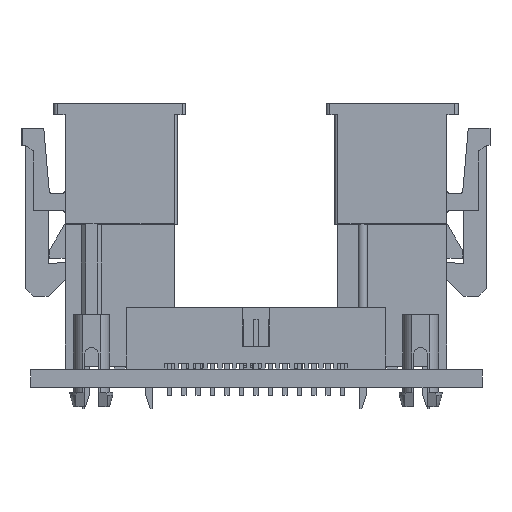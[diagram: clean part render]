
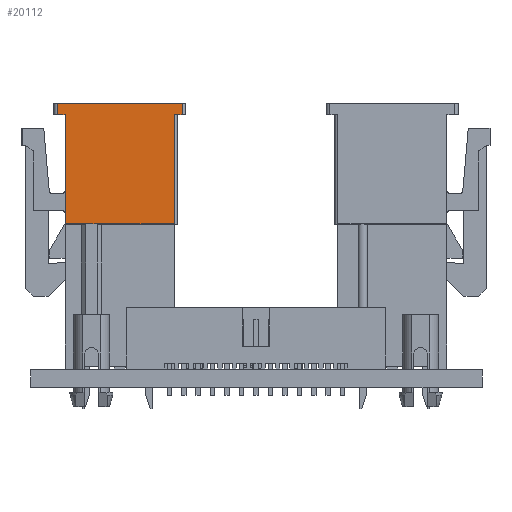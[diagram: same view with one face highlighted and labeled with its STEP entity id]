
A CAD part, left-side view. The second image highlights one B-rep face of the part: STEP entity #20112.
In plain terms, the highlighted face is planar.
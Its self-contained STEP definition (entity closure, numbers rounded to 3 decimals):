
#14761 = PLANE('',#14762);
#14762 = AXIS2_PLACEMENT_3D('',#14763,#14764,#14765);
#14763 = CARTESIAN_POINT('',(-4.8,4.8,-10.7));
#14764 = DIRECTION('',(0.,1.,0.));
#14765 = DIRECTION('',(0.,-0.,1.));
#14789 = PLANE('',#14790);
#14790 = AXIS2_PLACEMENT_3D('',#14791,#14792,#14793);
#14791 = CARTESIAN_POINT('',(-4.8,4.8,0.));
#14792 = DIRECTION('',(0.,0.,1.));
#14793 = DIRECTION('',(0.,-1.,0.));
#14845 = PLANE('',#14846);
#14846 = AXIS2_PLACEMENT_3D('',#14847,#14848,#14849);
#14847 = CARTESIAN_POINT('',(-4.8,-4.8,-9.7));
#14848 = DIRECTION('',(0.,0.,1.));
#14849 = DIRECTION('',(0.,-1.,0.));
#14899 = PLANE('',#14900);
#14900 = AXIS2_PLACEMENT_3D('',#14901,#14902,#14903);
#14901 = CARTESIAN_POINT('',(-4.8,-5.8,-10.7));
#14902 = DIRECTION('',(0.,0.,-1.));
#14903 = DIRECTION('',(0.,1.,0.));
#15123 = VERTEX_POINT('',#15124);
#15124 = CARTESIAN_POINT('',(4.8,5.5,-10.7));
#15139 = CYLINDRICAL_SURFACE('',#15140,0.3);
#15140 = AXIS2_PLACEMENT_3D('',#15141,#15142,#15143);
#15141 = CARTESIAN_POINT('',(4.5,5.5,-9.684));
#15142 = DIRECTION('',(0.,0.,-1.));
#15143 = DIRECTION('',(0.,1.,0.));
#15151 = EDGE_CURVE('',#15123,#15152,#15154,.T.);
#15152 = VERTEX_POINT('',#15153);
#15153 = CARTESIAN_POINT('',(4.8,-5.5,-10.7));
#15154 = SURFACE_CURVE('',#15155,(#15159,#15166),.PCURVE_S1.);
#15155 = LINE('',#15156,#15157);
#15156 = CARTESIAN_POINT('',(4.8,5.5,-10.7));
#15157 = VECTOR('',#15158,1.);
#15158 = DIRECTION('',(0.,-1.,0.));
#15159 = PCURVE('',#14899,#15160);
#15160 = DEFINITIONAL_REPRESENTATION('',(#15161),#15165);
#15161 = LINE('',#15162,#15163);
#15162 = CARTESIAN_POINT('',(11.3,9.6));
#15163 = VECTOR('',#15164,1.);
#15164 = DIRECTION('',(-1.,0.));
#15165 = ( GEOMETRIC_REPRESENTATION_CONTEXT(2) 
PARAMETRIC_REPRESENTATION_CONTEXT() REPRESENTATION_CONTEXT('2D SPACE',''
  ) );
#15166 = PCURVE('',#15167,#15172);
#15167 = PLANE('',#15168);
#15168 = AXIS2_PLACEMENT_3D('',#15169,#15170,#15171);
#15169 = CARTESIAN_POINT('',(4.8,0.,0.));
#15170 = DIRECTION('',(1.,0.,0.));
#15171 = DIRECTION('',(0.,0.,-1.));
#15172 = DEFINITIONAL_REPRESENTATION('',(#15173),#15177);
#15173 = LINE('',#15174,#15175);
#15174 = CARTESIAN_POINT('',(10.7,5.5));
#15175 = VECTOR('',#15176,1.);
#15176 = DIRECTION('',(0.,-1.));
#15177 = ( GEOMETRIC_REPRESENTATION_CONTEXT(2) 
PARAMETRIC_REPRESENTATION_CONTEXT() REPRESENTATION_CONTEXT('2D SPACE',''
  ) );
#15196 = CYLINDRICAL_SURFACE('',#15197,0.3);
#15197 = AXIS2_PLACEMENT_3D('',#15198,#15199,#15200);
#15198 = CARTESIAN_POINT('',(4.5,-5.5,-9.685));
#15199 = DIRECTION('',(0.,0.,-1.));
#15200 = DIRECTION('',(1.,0.,0.));
#18840 = EDGE_CURVE('',#18841,#18843,#18845,.T.);
#18841 = VERTEX_POINT('',#18842);
#18842 = CARTESIAN_POINT('',(4.8,4.8,0.));
#18843 = VERTEX_POINT('',#18844);
#18844 = CARTESIAN_POINT('',(4.8,-4.8,0.));
#18845 = SURFACE_CURVE('',#18846,(#18850,#18857),.PCURVE_S1.);
#18846 = LINE('',#18847,#18848);
#18847 = CARTESIAN_POINT('',(4.8,4.8,0.));
#18848 = VECTOR('',#18849,1.);
#18849 = DIRECTION('',(0.,-1.,0.));
#18850 = PCURVE('',#14789,#18851);
#18851 = DEFINITIONAL_REPRESENTATION('',(#18852),#18856);
#18852 = LINE('',#18853,#18854);
#18853 = CARTESIAN_POINT('',(0.,9.6));
#18854 = VECTOR('',#18855,1.);
#18855 = DIRECTION('',(1.,0.));
#18856 = ( GEOMETRIC_REPRESENTATION_CONTEXT(2) 
PARAMETRIC_REPRESENTATION_CONTEXT() REPRESENTATION_CONTEXT('2D SPACE',''
  ) );
#18857 = PCURVE('',#15167,#18858);
#18858 = DEFINITIONAL_REPRESENTATION('',(#18859),#18863);
#18859 = LINE('',#18860,#18861);
#18860 = CARTESIAN_POINT('',(0.,4.8));
#18861 = VECTOR('',#18862,1.);
#18862 = DIRECTION('',(0.,-1.));
#18863 = ( GEOMETRIC_REPRESENTATION_CONTEXT(2) 
PARAMETRIC_REPRESENTATION_CONTEXT() REPRESENTATION_CONTEXT('2D SPACE',''
  ) );
#19079 = PLANE('',#19080);
#19080 = AXIS2_PLACEMENT_3D('',#19081,#19082,#19083);
#19081 = CARTESIAN_POINT('',(-4.8,-4.8,0.));
#19082 = DIRECTION('',(0.,-1.,0.));
#19083 = DIRECTION('',(0.,0.,-1.));
#19782 = VERTEX_POINT('',#19783);
#19783 = CARTESIAN_POINT('',(4.8,-4.8,-9.7));
#19804 = EDGE_CURVE('',#18843,#19782,#19805,.T.);
#19805 = SURFACE_CURVE('',#19806,(#19810,#19817),.PCURVE_S1.);
#19806 = LINE('',#19807,#19808);
#19807 = CARTESIAN_POINT('',(4.8,-4.8,0.));
#19808 = VECTOR('',#19809,1.);
#19809 = DIRECTION('',(0.,0.,-1.));
#19810 = PCURVE('',#19079,#19811);
#19811 = DEFINITIONAL_REPRESENTATION('',(#19812),#19816);
#19812 = LINE('',#19813,#19814);
#19813 = CARTESIAN_POINT('',(0.,9.6));
#19814 = VECTOR('',#19815,1.);
#19815 = DIRECTION('',(1.,0.));
#19816 = ( GEOMETRIC_REPRESENTATION_CONTEXT(2) 
PARAMETRIC_REPRESENTATION_CONTEXT() REPRESENTATION_CONTEXT('2D SPACE',''
  ) );
#19817 = PCURVE('',#15167,#19818);
#19818 = DEFINITIONAL_REPRESENTATION('',(#19819),#19823);
#19819 = LINE('',#19820,#19821);
#19820 = CARTESIAN_POINT('',(0.,-4.8));
#19821 = VECTOR('',#19822,1.);
#19822 = DIRECTION('',(1.,0.));
#19823 = ( GEOMETRIC_REPRESENTATION_CONTEXT(2) 
PARAMETRIC_REPRESENTATION_CONTEXT() REPRESENTATION_CONTEXT('2D SPACE',''
  ) );
#19908 = VERTEX_POINT('',#19909);
#19909 = CARTESIAN_POINT('',(4.8,-5.5,-9.7));
#19931 = EDGE_CURVE('',#19782,#19908,#19932,.T.);
#19932 = SURFACE_CURVE('',#19933,(#19937,#19944),.PCURVE_S1.);
#19933 = LINE('',#19934,#19935);
#19934 = CARTESIAN_POINT('',(4.8,-4.8,-9.7));
#19935 = VECTOR('',#19936,1.);
#19936 = DIRECTION('',(0.,-1.,0.));
#19937 = PCURVE('',#14845,#19938);
#19938 = DEFINITIONAL_REPRESENTATION('',(#19939),#19943);
#19939 = LINE('',#19940,#19941);
#19940 = CARTESIAN_POINT('',(0.,9.6));
#19941 = VECTOR('',#19942,1.);
#19942 = DIRECTION('',(1.,0.));
#19943 = ( GEOMETRIC_REPRESENTATION_CONTEXT(2) 
PARAMETRIC_REPRESENTATION_CONTEXT() REPRESENTATION_CONTEXT('2D SPACE',''
  ) );
#19944 = PCURVE('',#15167,#19945);
#19945 = DEFINITIONAL_REPRESENTATION('',(#19946),#19950);
#19946 = LINE('',#19947,#19948);
#19947 = CARTESIAN_POINT('',(9.7,-4.8));
#19948 = VECTOR('',#19949,1.);
#19949 = DIRECTION('',(0.,-1.));
#19950 = ( GEOMETRIC_REPRESENTATION_CONTEXT(2) 
PARAMETRIC_REPRESENTATION_CONTEXT() REPRESENTATION_CONTEXT('2D SPACE',''
  ) );
#20089 = EDGE_CURVE('',#19908,#15152,#20090,.T.);
#20090 = SURFACE_CURVE('',#20091,(#20095,#20102),.PCURVE_S1.);
#20091 = LINE('',#20092,#20093);
#20092 = CARTESIAN_POINT('',(4.8,-5.5,-9.7));
#20093 = VECTOR('',#20094,1.);
#20094 = DIRECTION('',(0.,0.,-1.));
#20095 = PCURVE('',#15196,#20096);
#20096 = DEFINITIONAL_REPRESENTATION('',(#20097),#20101);
#20097 = LINE('',#20098,#20099);
#20098 = CARTESIAN_POINT('',(0.,0.015));
#20099 = VECTOR('',#20100,1.);
#20100 = DIRECTION('',(0.,1.));
#20101 = ( GEOMETRIC_REPRESENTATION_CONTEXT(2) 
PARAMETRIC_REPRESENTATION_CONTEXT() REPRESENTATION_CONTEXT('2D SPACE',''
  ) );
#20102 = PCURVE('',#15167,#20103);
#20103 = DEFINITIONAL_REPRESENTATION('',(#20104),#20108);
#20104 = LINE('',#20105,#20106);
#20105 = CARTESIAN_POINT('',(9.7,-5.5));
#20106 = VECTOR('',#20107,1.);
#20107 = DIRECTION('',(1.,0.));
#20108 = ( GEOMETRIC_REPRESENTATION_CONTEXT(2) 
PARAMETRIC_REPRESENTATION_CONTEXT() REPRESENTATION_CONTEXT('2D SPACE',''
  ) );
#20112 = ADVANCED_FACE('',(#20113),#15167,.T.);
#20113 = FACE_BOUND('',#20114,.T.);
#20114 = EDGE_LOOP('',(#20115,#20145,#20166,#20167,#20168,#20169,#20170,
    #20171));
#20115 = ORIENTED_EDGE('',*,*,#20116,.F.);
#20116 = EDGE_CURVE('',#20117,#20119,#20121,.T.);
#20117 = VERTEX_POINT('',#20118);
#20118 = CARTESIAN_POINT('',(4.8,4.8,-9.7));
#20119 = VERTEX_POINT('',#20120);
#20120 = CARTESIAN_POINT('',(4.8,5.5,-9.7));
#20121 = SURFACE_CURVE('',#20122,(#20126,#20133),.PCURVE_S1.);
#20122 = LINE('',#20123,#20124);
#20123 = CARTESIAN_POINT('',(4.8,4.8,-9.7));
#20124 = VECTOR('',#20125,1.);
#20125 = DIRECTION('',(0.,1.,0.));
#20126 = PCURVE('',#15167,#20127);
#20127 = DEFINITIONAL_REPRESENTATION('',(#20128),#20132);
#20128 = LINE('',#20129,#20130);
#20129 = CARTESIAN_POINT('',(9.7,4.8));
#20130 = VECTOR('',#20131,1.);
#20131 = DIRECTION('',(0.,1.));
#20132 = ( GEOMETRIC_REPRESENTATION_CONTEXT(2) 
PARAMETRIC_REPRESENTATION_CONTEXT() REPRESENTATION_CONTEXT('2D SPACE',''
  ) );
#20133 = PCURVE('',#20134,#20139);
#20134 = PLANE('',#20135);
#20135 = AXIS2_PLACEMENT_3D('',#20136,#20137,#20138);
#20136 = CARTESIAN_POINT('',(-4.8,-4.8,-9.7));
#20137 = DIRECTION('',(0.,0.,1.));
#20138 = DIRECTION('',(0.,-1.,0.));
#20139 = DEFINITIONAL_REPRESENTATION('',(#20140),#20144);
#20140 = LINE('',#20141,#20142);
#20141 = CARTESIAN_POINT('',(-9.6,9.6));
#20142 = VECTOR('',#20143,1.);
#20143 = DIRECTION('',(-1.,0.));
#20144 = ( GEOMETRIC_REPRESENTATION_CONTEXT(2) 
PARAMETRIC_REPRESENTATION_CONTEXT() REPRESENTATION_CONTEXT('2D SPACE',''
  ) );
#20145 = ORIENTED_EDGE('',*,*,#20146,.T.);
#20146 = EDGE_CURVE('',#20117,#18841,#20147,.T.);
#20147 = SURFACE_CURVE('',#20148,(#20152,#20159),.PCURVE_S1.);
#20148 = LINE('',#20149,#20150);
#20149 = CARTESIAN_POINT('',(4.8,4.8,-9.7));
#20150 = VECTOR('',#20151,1.);
#20151 = DIRECTION('',(0.,0.,1.));
#20152 = PCURVE('',#15167,#20153);
#20153 = DEFINITIONAL_REPRESENTATION('',(#20154),#20158);
#20154 = LINE('',#20155,#20156);
#20155 = CARTESIAN_POINT('',(9.7,4.8));
#20156 = VECTOR('',#20157,1.);
#20157 = DIRECTION('',(-1.,0.));
#20158 = ( GEOMETRIC_REPRESENTATION_CONTEXT(2) 
PARAMETRIC_REPRESENTATION_CONTEXT() REPRESENTATION_CONTEXT('2D SPACE',''
  ) );
#20159 = PCURVE('',#14761,#20160);
#20160 = DEFINITIONAL_REPRESENTATION('',(#20161),#20165);
#20161 = LINE('',#20162,#20163);
#20162 = CARTESIAN_POINT('',(1.,9.6));
#20163 = VECTOR('',#20164,1.);
#20164 = DIRECTION('',(1.,0.));
#20165 = ( GEOMETRIC_REPRESENTATION_CONTEXT(2) 
PARAMETRIC_REPRESENTATION_CONTEXT() REPRESENTATION_CONTEXT('2D SPACE',''
  ) );
#20166 = ORIENTED_EDGE('',*,*,#18840,.T.);
#20167 = ORIENTED_EDGE('',*,*,#19804,.T.);
#20168 = ORIENTED_EDGE('',*,*,#19931,.T.);
#20169 = ORIENTED_EDGE('',*,*,#20089,.T.);
#20170 = ORIENTED_EDGE('',*,*,#15151,.F.);
#20171 = ORIENTED_EDGE('',*,*,#20172,.F.);
#20172 = EDGE_CURVE('',#20119,#15123,#20173,.T.);
#20173 = SURFACE_CURVE('',#20174,(#20178,#20185),.PCURVE_S1.);
#20174 = LINE('',#20175,#20176);
#20175 = CARTESIAN_POINT('',(4.8,5.5,-9.7));
#20176 = VECTOR('',#20177,1.);
#20177 = DIRECTION('',(0.,0.,-1.));
#20178 = PCURVE('',#15167,#20179);
#20179 = DEFINITIONAL_REPRESENTATION('',(#20180),#20184);
#20180 = LINE('',#20181,#20182);
#20181 = CARTESIAN_POINT('',(9.7,5.5));
#20182 = VECTOR('',#20183,1.);
#20183 = DIRECTION('',(1.,0.));
#20184 = ( GEOMETRIC_REPRESENTATION_CONTEXT(2) 
PARAMETRIC_REPRESENTATION_CONTEXT() REPRESENTATION_CONTEXT('2D SPACE',''
  ) );
#20185 = PCURVE('',#15139,#20186);
#20186 = DEFINITIONAL_REPRESENTATION('',(#20187),#20191);
#20187 = LINE('',#20188,#20189);
#20188 = CARTESIAN_POINT('',(1.571,0.016));
#20189 = VECTOR('',#20190,1.);
#20190 = DIRECTION('',(0.,1.));
#20191 = ( GEOMETRIC_REPRESENTATION_CONTEXT(2) 
PARAMETRIC_REPRESENTATION_CONTEXT() REPRESENTATION_CONTEXT('2D SPACE',''
  ) );
